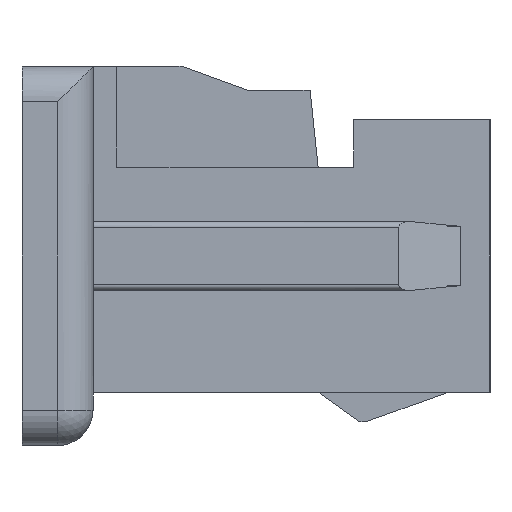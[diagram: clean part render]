
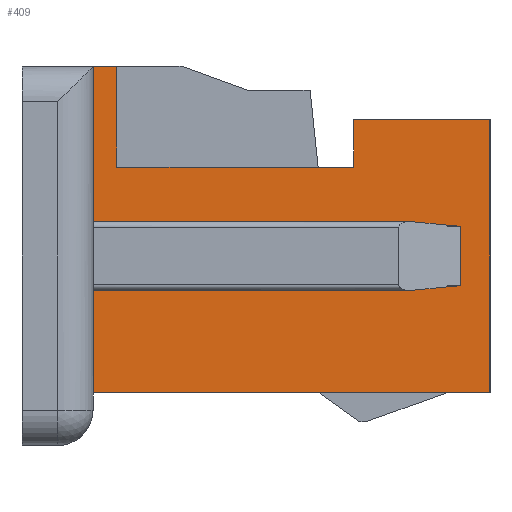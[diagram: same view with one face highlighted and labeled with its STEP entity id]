
A CAD part, left-side view. The second image highlights one B-rep face of the part: STEP entity #409.
In plain terms, the highlighted planar face has unit normal (-1, 0, 0).
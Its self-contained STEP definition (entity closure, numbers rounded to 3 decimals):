
#409=ADVANCED_FACE('',(#1372),#1373,.T.);
#1372=FACE_OUTER_BOUND('',#2556,.T.);
#1373=PLANE('',#2557);
#2556=EDGE_LOOP('',(#5967,#5968,#5969,#5970,#5971,#5972,#5973,#5974,#5975,#5976,#5977,#5978));
#2557=AXIS2_PLACEMENT_3D('',#5979,#5980,#5981);
#5967=ORIENTED_EDGE('',*,*,#8689,.T.);
#5968=ORIENTED_EDGE('',*,*,#8707,.T.);
#5969=ORIENTED_EDGE('',*,*,#8799,.T.);
#5970=ORIENTED_EDGE('',*,*,#8800,.T.);
#5971=ORIENTED_EDGE('',*,*,#8801,.T.);
#5972=ORIENTED_EDGE('',*,*,#8802,.F.);
#5973=ORIENTED_EDGE('',*,*,#8555,.F.);
#5974=ORIENTED_EDGE('',*,*,#8617,.F.);
#5975=ORIENTED_EDGE('',*,*,#8803,.T.);
#5976=ORIENTED_EDGE('',*,*,#8804,.F.);
#5977=ORIENTED_EDGE('',*,*,#8805,.F.);
#5978=ORIENTED_EDGE('',*,*,#8611,.F.);
#5979=CARTESIAN_POINT('',(-7.725,1.375,-1.6));
#5980=DIRECTION('',(-1.0,0.0,0.0));
#5981=DIRECTION('',(0.0,0.0,1.0));
#8555=EDGE_CURVE('',#10531,#10533,#10534,.T.);
#8611=EDGE_CURVE('',#10643,#10645,#10646,.T.);
#8617=EDGE_CURVE('',#10655,#10531,#10657,.T.);
#8689=EDGE_CURVE('',#10643,#10790,#10792,.T.);
#8707=EDGE_CURVE('',#10790,#10822,#10824,.T.);
#8799=EDGE_CURVE('',#10822,#10961,#10962,.T.);
#8800=EDGE_CURVE('',#10961,#10963,#10964,.T.);
#8801=EDGE_CURVE('',#10963,#10965,#10966,.T.);
#8802=EDGE_CURVE('',#10533,#10965,#10967,.T.);
#8803=EDGE_CURVE('',#10655,#10968,#10969,.T.);
#8804=EDGE_CURVE('',#10970,#10968,#10971,.T.);
#8805=EDGE_CURVE('',#10645,#10970,#10972,.T.);
#10531=VERTEX_POINT('',#13765);
#10533=VERTEX_POINT('',#13768);
#10534=LINE('',#13769,#13770);
#10643=VERTEX_POINT('',#13932);
#10645=VERTEX_POINT('',#13935);
#10646=LINE('',#13936,#13937);
#10655=VERTEX_POINT('',#13948);
#10657=LINE('',#13951,#13952);
#10790=VERTEX_POINT('',#14162);
#10792=LINE('',#14165,#14166);
#10822=VERTEX_POINT('',#14212);
#10824=LINE('',#14215,#14216);
#10961=VERTEX_POINT('',#14444);
#10962=LINE('',#14445,#14446);
#10963=VERTEX_POINT('',#14447);
#10964=LINE('',#14448,#14449);
#10965=VERTEX_POINT('',#14450);
#10966=LINE('',#14451,#14452);
#10967=LINE('',#14453,#14454);
#10968=VERTEX_POINT('',#14455);
#10969=LINE('',#14456,#14457);
#10970=VERTEX_POINT('',#14458);
#10971=LINE('',#14459,#14460);
#10972=LINE('',#14461,#14462);
#13765=CARTESIAN_POINT('',(-7.725,1.375,1.6));
#13768=CARTESIAN_POINT('',(-7.725,1.175,1.6));
#13769=CARTESIAN_POINT('',(-7.725,1.375,1.6));
#13770=VECTOR('',#16632,0.2);
#13932=CARTESIAN_POINT('',(-7.725,1.375,-1.15));
#13935=CARTESIAN_POINT('',(-7.725,1.375,-0.25));
#13936=CARTESIAN_POINT('',(-7.725,1.375,-1.15));
#13937=VECTOR('',#16690,0.9);
#13948=CARTESIAN_POINT('',(-7.725,1.375,0.25));
#13951=CARTESIAN_POINT('',(-7.725,1.375,0.25));
#13952=VECTOR('',#16700,1.35);
#14162=CARTESIAN_POINT('',(-7.725,-1.975,-1.15));
#14165=CARTESIAN_POINT('',(-7.725,1.375,-1.15));
#14166=VECTOR('',#16772,3.35);
#14212=CARTESIAN_POINT('',(-7.725,-1.975,1.15));
#14215=CARTESIAN_POINT('',(-7.725,-1.975,-1.15));
#14216=VECTOR('',#16790,2.3);
#14444=CARTESIAN_POINT('',(-7.725,-0.825,1.15));
#14445=CARTESIAN_POINT('',(-7.725,-1.975,1.15));
#14446=VECTOR('',#16882,1.15);
#14447=CARTESIAN_POINT('',(-7.725,-0.825,0.75));
#14448=CARTESIAN_POINT('',(-7.725,-0.825,1.15));
#14449=VECTOR('',#16883,0.4);
#14450=CARTESIAN_POINT('',(-7.725,1.175,0.75));
#14451=CARTESIAN_POINT('',(-7.725,-0.825,0.75));
#14452=VECTOR('',#16884,2.0);
#14453=CARTESIAN_POINT('',(-7.725,1.175,1.6));
#14454=VECTOR('',#16885,0.85);
#14455=CARTESIAN_POINT('',(-7.725,-1.725,0.25));
#14456=CARTESIAN_POINT('',(-7.725,1.375,0.25));
#14457=VECTOR('',#16886,3.1);
#14458=CARTESIAN_POINT('',(-7.725,-1.725,-0.25));
#14459=CARTESIAN_POINT('',(-7.725,-1.725,-0.25));
#14460=VECTOR('',#16887,0.5);
#14461=CARTESIAN_POINT('',(-7.725,1.375,-0.25));
#14462=VECTOR('',#16888,3.1);
#16632=DIRECTION('',(0.0,-1.0,0.0));
#16690=DIRECTION('',(0.0,0.0,1.0));
#16700=DIRECTION('',(0.0,0.0,1.0));
#16772=DIRECTION('',(0.0,-1.0,0.0));
#16790=DIRECTION('',(0.0,0.0,1.0));
#16882=DIRECTION('',(0.0,1.0,0.0));
#16883=DIRECTION('',(0.0,0.0,-1.0));
#16884=DIRECTION('',(0.0,1.0,0.0));
#16885=DIRECTION('',(0.0,0.0,-1.0));
#16886=DIRECTION('',(0.0,-1.0,0.0));
#16887=DIRECTION('',(0.0,0.0,1.0));
#16888=DIRECTION('',(0.0,-1.0,0.0));
